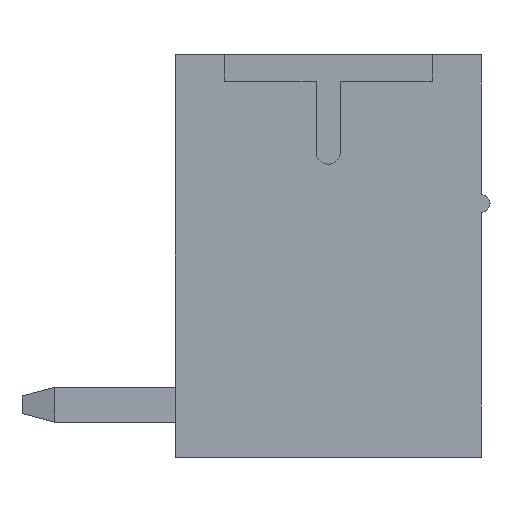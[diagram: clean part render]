
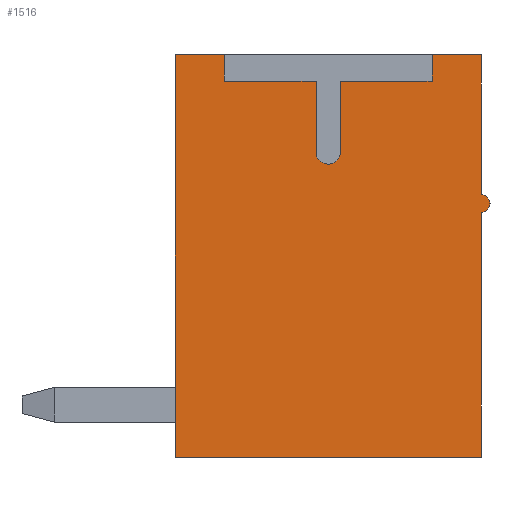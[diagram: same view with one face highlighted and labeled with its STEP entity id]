
A CAD part, left-side view. The second image highlights one B-rep face of the part: STEP entity #1516.
In plain terms, the highlighted planar face has unit normal (-1, 0, 0).
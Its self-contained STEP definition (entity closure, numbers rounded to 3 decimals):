
#1516 = ADVANCED_FACE( '', ( #3373 ), #3374, .F. );
#3373 = FACE_OUTER_BOUND( '', #5654, .T. );
#3374 = PLANE( '', #5655 );
#5654 = EDGE_LOOP( '', ( #9693, #9694, #9695, #9696, #9697, #9698, #9699, #9700, #9701, #9702, #9703, #9704, #9705, #9706 ) );
#5655 = AXIS2_PLACEMENT_3D( '', #9707, #9708, #9709 );
#9693 = ORIENTED_EDGE( '', *, *, #15538, .T. );
#9694 = ORIENTED_EDGE( '', *, *, #15539, .T. );
#9695 = ORIENTED_EDGE( '', *, *, #14705, .T. );
#9696 = ORIENTED_EDGE( '', *, *, #15540, .T. );
#9697 = ORIENTED_EDGE( '', *, *, #14620, .T. );
#9698 = ORIENTED_EDGE( '', *, *, #15541, .T. );
#9699 = ORIENTED_EDGE( '', *, *, #14137, .T. );
#9700 = ORIENTED_EDGE( '', *, *, #15542, .T. );
#9701 = ORIENTED_EDGE( '', *, *, #15543, .T. );
#9702 = ORIENTED_EDGE( '', *, *, #15544, .T. );
#9703 = ORIENTED_EDGE( '', *, *, #15545, .T. );
#9704 = ORIENTED_EDGE( '', *, *, #14402, .T. );
#9705 = ORIENTED_EDGE( '', *, *, #15035, .T. );
#9706 = ORIENTED_EDGE( '', *, *, #15283, .T. );
#9707 = CARTESIAN_POINT( '', ( -30.925, 0., 2.375 ) );
#9708 = DIRECTION( '', ( 1., 0., 0. ) );
#9709 = DIRECTION( '', ( 0., 0., -1. ) );
#14137 = EDGE_CURVE( '', #17006, #17004, #17007, .T. );
#14402 = EDGE_CURVE( '', #17479, #17480, #17481, .T. );
#14620 = EDGE_CURVE( '', #17874, #17872, #17875, .T. );
#14705 = EDGE_CURVE( '', #18021, #18019, #18022, .T. );
#15035 = EDGE_CURVE( '', #17480, #18558, #18559, .T. );
#15283 = EDGE_CURVE( '', #18558, #18944, #18945, .F. );
#15538 = EDGE_CURVE( '', #18944, #19333, #19334, .T. );
#15539 = EDGE_CURVE( '', #19333, #18021, #19335, .T. );
#15540 = EDGE_CURVE( '', #18019, #17874, #19336, .T. );
#15541 = EDGE_CURVE( '', #17872, #17006, #19337, .T. );
#15542 = EDGE_CURVE( '', #17004, #19338, #19339, .T. );
#15543 = EDGE_CURVE( '', #19338, #19340, #19341, .T. );
#15544 = EDGE_CURVE( '', #19340, #19342, #19343, .T. );
#15545 = EDGE_CURVE( '', #19342, #17479, #19344, .T. );
#17004 = VERTEX_POINT( '', #21228 );
#17006 = VERTEX_POINT( '', #21231 );
#17007 = LINE( '', #21232, #21233 );
#17479 = VERTEX_POINT( '', #21911 );
#17480 = VERTEX_POINT( '', #21912 );
#17481 = LINE( '', #21913, #21914 );
#17872 = VERTEX_POINT( '', #22490 );
#17874 = VERTEX_POINT( '', #22493 );
#17875 = LINE( '', #22494, #22495 );
#18019 = VERTEX_POINT( '', #22700 );
#18021 = VERTEX_POINT( '', #22703 );
#18022 = LINE( '', #22704, #22705 );
#18558 = VERTEX_POINT( '', #23478 );
#18559 = LINE( '', #23479, #23480 );
#18944 = VERTEX_POINT( '', #24040 );
#18945 = CIRCLE( '', #24041, 0.2 );
#19333 = VERTEX_POINT( '', #24612 );
#19334 = LINE( '', #24613, #24614 );
#19335 = LINE( '', #24615, #24616 );
#19336 = LINE( '', #24617, #24618 );
#19337 = CIRCLE( '', #24619, 0.275 );
#19338 = VERTEX_POINT( '', #24620 );
#19339 = LINE( '', #24621, #24622 );
#19340 = VERTEX_POINT( '', #24623 );
#19341 = LINE( '', #24624, #24625 );
#19342 = VERTEX_POINT( '', #24626 );
#19343 = LINE( '', #24627, #24628 );
#19344 = LINE( '', #24629, #24630 );
#21228 = CARTESIAN_POINT( '', ( -30.925, 0.275, 4. ) );
#21231 = CARTESIAN_POINT( '', ( -30.925, 0.275, 2.375 ) );
#21232 = CARTESIAN_POINT( '', ( -30.925, 0.275, 2.375 ) );
#21233 = VECTOR( '', #27076, 1000. );
#21911 = CARTESIAN_POINT( '', ( -30.925, 3.5, -4.6 ) );
#21912 = CARTESIAN_POINT( '', ( -30.925, -3.5, -4.6 ) );
#21913 = CARTESIAN_POINT( '', ( -30.925, 3.5, -4.6 ) );
#21914 = VECTOR( '', #27322, 1000. );
#22490 = CARTESIAN_POINT( '', ( -30.925, -0.275, 2.375 ) );
#22493 = CARTESIAN_POINT( '', ( -30.925, -0.275, 4. ) );
#22494 = CARTESIAN_POINT( '', ( -30.925, -0.275, 4. ) );
#22495 = VECTOR( '', #27530, 1000. );
#22700 = CARTESIAN_POINT( '', ( -30.925, -2.375, 4. ) );
#22703 = CARTESIAN_POINT( '', ( -30.925, -2.375, 4.6 ) );
#22704 = CARTESIAN_POINT( '', ( -30.925, -2.375, 4.6 ) );
#22705 = VECTOR( '', #27608, 1000. );
#23478 = CARTESIAN_POINT( '', ( -30.925, -3.5, 1. ) );
#23479 = CARTESIAN_POINT( '', ( -30.925, -3.5, -4.6 ) );
#23480 = VECTOR( '', #27915, 1000. );
#24040 = CARTESIAN_POINT( '', ( -30.925, -3.5, 1.4 ) );
#24041 = AXIS2_PLACEMENT_3D( '', #28133, #28134, #28135 );
#24612 = CARTESIAN_POINT( '', ( -30.925, -3.5, 4.6 ) );
#24613 = CARTESIAN_POINT( '', ( -30.925, -3.5, 1.4 ) );
#24614 = VECTOR( '', #28355, 1000. );
#24615 = CARTESIAN_POINT( '', ( -30.925, -3.871, 4.6 ) );
#24616 = VECTOR( '', #28356, 1000. );
#24617 = CARTESIAN_POINT( '', ( -30.925, -2.375, 4. ) );
#24618 = VECTOR( '', #28357, 1000. );
#24619 = AXIS2_PLACEMENT_3D( '', #28358, #28359, #28360 );
#24620 = CARTESIAN_POINT( '', ( -30.925, 2.375, 4. ) );
#24621 = CARTESIAN_POINT( '', ( -30.925, 0.275, 4. ) );
#24622 = VECTOR( '', #28361, 1000. );
#24623 = CARTESIAN_POINT( '', ( -30.925, 2.375, 4.6 ) );
#24624 = CARTESIAN_POINT( '', ( -30.925, 2.375, 4. ) );
#24625 = VECTOR( '', #28362, 1000. );
#24626 = CARTESIAN_POINT( '', ( -30.925, 3.5, 4.6 ) );
#24627 = CARTESIAN_POINT( '', ( -30.925, 2.375, 4.6 ) );
#24628 = VECTOR( '', #28363, 1000. );
#24629 = CARTESIAN_POINT( '', ( -30.925, 3.5, 4.6 ) );
#24630 = VECTOR( '', #28364, 1000. );
#27076 = DIRECTION( '', ( 0., 0., 1. ) );
#27322 = DIRECTION( '', ( 0., -1., 0. ) );
#27530 = DIRECTION( '', ( 0., 0., -1. ) );
#27608 = DIRECTION( '', ( 0., 0., -1. ) );
#27915 = DIRECTION( '', ( 0., 0., 1. ) );
#28133 = CARTESIAN_POINT( '', ( -30.925, -3.5, 1.2 ) );
#28134 = DIRECTION( '', ( 1., 0., 0. ) );
#28135 = DIRECTION( '', ( 0., 0., -1. ) );
#28355 = DIRECTION( '', ( 0., 0., 1. ) );
#28356 = DIRECTION( '', ( 0., 1., 0. ) );
#28357 = DIRECTION( '', ( 0., 1., 0. ) );
#28358 = CARTESIAN_POINT( '', ( -30.925, 0., 2.375 ) );
#28359 = DIRECTION( '', ( 1., 0., 0. ) );
#28360 = DIRECTION( '', ( 0., -1., 0. ) );
#28361 = DIRECTION( '', ( 0., 1., 0. ) );
#28362 = DIRECTION( '', ( 0., 0., 1. ) );
#28363 = DIRECTION( '', ( 0., 1., 0. ) );
#28364 = DIRECTION( '', ( 0., 0., -1. ) );
